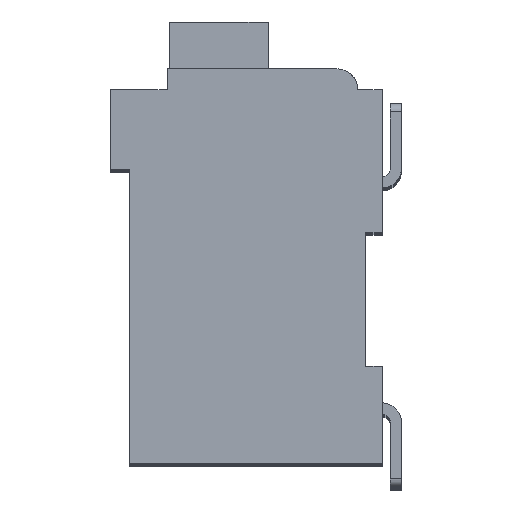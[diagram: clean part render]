
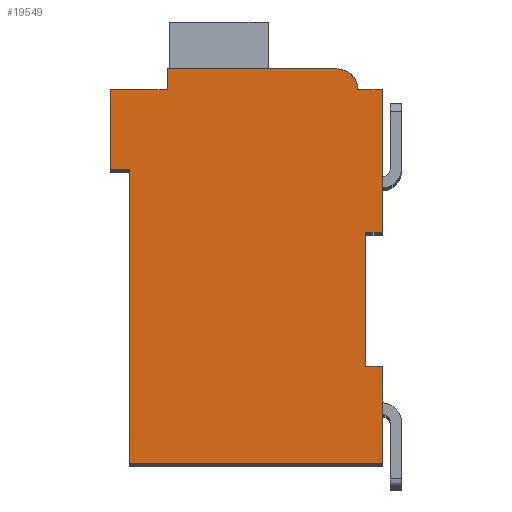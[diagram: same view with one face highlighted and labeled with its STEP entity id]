
A CAD part, top view. The second image highlights one B-rep face of the part: STEP entity #19549.
In plain terms, the highlighted planar face has unit normal (0, 0, 1).
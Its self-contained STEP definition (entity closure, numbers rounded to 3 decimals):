
#6122=DIRECTION('',(1.,0.,0.));
#6123=VECTOR('',#6122,0.5);
#6124=CARTESIAN_POINT('',(7.3,7.15,2.1));
#6125=LINE('',#6124,#6123);
#6126=DIRECTION('',(0.,1.,0.));
#6127=VECTOR('',#6126,4.15);
#6128=CARTESIAN_POINT('',(7.3,3.,2.1));
#6129=LINE('',#6128,#6127);
#6130=DIRECTION('',(-1.,0.,0.));
#6131=VECTOR('',#6130,0.5);
#6132=CARTESIAN_POINT('',(7.8,3.,2.1));
#6133=LINE('',#6132,#6131);
#6134=DIRECTION('',(0.,1.,0.));
#6135=VECTOR('',#6134,3.);
#6136=CARTESIAN_POINT('',(7.8,0.,2.1));
#6137=LINE('',#6136,#6135);
#6138=DIRECTION('',(1.,0.,0.));
#6139=VECTOR('',#6138,7.8);
#6140=CARTESIAN_POINT('',(0.,0.,2.1));
#6141=LINE('',#6140,#6139);
#6142=DIRECTION('',(0.,-1.,0.));
#6143=VECTOR('',#6142,9.1);
#6144=CARTESIAN_POINT('',(0.,9.1,2.1));
#6145=LINE('',#6144,#6143);
#6146=DIRECTION('',(1.,0.,0.));
#6147=VECTOR('',#6146,0.6);
#6148=CARTESIAN_POINT('',(-0.6,9.1,2.1));
#6149=LINE('',#6148,#6147);
#6150=DIRECTION('',(0.,-1.,0.));
#6151=VECTOR('',#6150,2.45);
#6152=CARTESIAN_POINT('',(-0.6,11.55,2.1));
#6153=LINE('',#6152,#6151);
#6154=DIRECTION('',(-1.,0.,0.));
#6155=VECTOR('',#6154,1.75);
#6156=CARTESIAN_POINT('',(1.15,11.55,2.1));
#6157=LINE('',#6156,#6155);
#6158=DIRECTION('',(0.,-1.,0.));
#6159=VECTOR('',#6158,0.65);
#6160=CARTESIAN_POINT('',(1.15,12.2,2.1));
#6161=LINE('',#6160,#6159);
#6162=DIRECTION('',(-1.,0.,0.));
#6163=VECTOR('',#6162,5.25);
#6164=CARTESIAN_POINT('',(6.4,12.2,2.1));
#6165=LINE('',#6164,#6163);
#6166=CARTESIAN_POINT('',(6.4,11.55,2.1));
#6167=DIRECTION('',(0.,0.,1.));
#6168=DIRECTION('',(1.,0.,0.));
#6169=AXIS2_PLACEMENT_3D('',#6166,#6167,#6168);
#6171=DIRECTION('',(-1.,0.,0.));
#6172=VECTOR('',#6171,0.75);
#6173=CARTESIAN_POINT('',(7.8,11.55,2.1));
#6174=LINE('',#6173,#6172);
#6175=DIRECTION('',(0.,1.,0.));
#6176=VECTOR('',#6175,4.4);
#6177=CARTESIAN_POINT('',(7.8,7.15,2.1));
#6178=LINE('',#6177,#6176);
#9609=CARTESIAN_POINT('',(7.3,7.15,2.1));
#9610=CARTESIAN_POINT('',(7.8,7.15,2.1));
#9611=VERTEX_POINT('',#9609);
#9612=VERTEX_POINT('',#9610);
#9613=CARTESIAN_POINT('',(7.8,11.55,2.1));
#9614=VERTEX_POINT('',#9613);
#9615=CARTESIAN_POINT('',(7.05,11.55,2.1));
#9616=VERTEX_POINT('',#9615);
#9617=CARTESIAN_POINT('',(6.4,12.2,2.1));
#9618=VERTEX_POINT('',#9617);
#9619=CARTESIAN_POINT('',(1.15,12.2,2.1));
#9620=VERTEX_POINT('',#9619);
#9621=CARTESIAN_POINT('',(1.15,11.55,2.1));
#9622=VERTEX_POINT('',#9621);
#9623=CARTESIAN_POINT('',(-0.6,11.55,2.1));
#9624=VERTEX_POINT('',#9623);
#9625=CARTESIAN_POINT('',(-0.6,9.1,2.1));
#9626=VERTEX_POINT('',#9625);
#9627=CARTESIAN_POINT('',(0.,9.1,2.1));
#9628=VERTEX_POINT('',#9627);
#9629=CARTESIAN_POINT('',(0.,0.,2.1));
#9630=VERTEX_POINT('',#9629);
#9631=CARTESIAN_POINT('',(7.8,0.,2.1));
#9632=VERTEX_POINT('',#9631);
#9633=CARTESIAN_POINT('',(7.8,3.,2.1));
#9634=VERTEX_POINT('',#9633);
#9635=CARTESIAN_POINT('',(7.3,3.,2.1));
#9636=VERTEX_POINT('',#9635);
#19528=CARTESIAN_POINT('',(0.,0.,2.1));
#19529=DIRECTION('',(0.,0.,1.));
#19530=DIRECTION('',(1.,0.,0.));
#19531=AXIS2_PLACEMENT_3D('',#19528,#19529,#19530);
#19532=PLANE('',#19531);
#19533=ORIENTED_EDGE('',*,*,#12630,.F.);
#19534=ORIENTED_EDGE('',*,*,#13110,.F.);
#19535=ORIENTED_EDGE('',*,*,#16356,.F.);
#19536=ORIENTED_EDGE('',*,*,#16591,.F.);
#19537=ORIENTED_EDGE('',*,*,#16870,.F.);
#19538=ORIENTED_EDGE('',*,*,#17272,.F.);
#19539=ORIENTED_EDGE('',*,*,#17408,.F.);
#19540=ORIENTED_EDGE('',*,*,#17679,.F.);
#19541=ORIENTED_EDGE('',*,*,#17997,.F.);
#19542=ORIENTED_EDGE('',*,*,#18468,.F.);
#19543=ORIENTED_EDGE('',*,*,#18832,.F.);
#19544=ORIENTED_EDGE('',*,*,#18048,.F.);
#19545=ORIENTED_EDGE('',*,*,#18329,.F.);
#19546=ORIENTED_EDGE('',*,*,#13005,.F.);
#19547=EDGE_LOOP('',(#19533,#19534,#19535,#19536,#19537,#19538,#19539,#19540,
#19541,#19542,#19543,#19544,#19545,#19546));
#19548=FACE_OUTER_BOUND('',#19547,.F.);
#6170=CIRCLE('',#6169,0.65);
#12630=EDGE_CURVE('',#9611,#9612,#6125,.T.);
#13005=EDGE_CURVE('',#9612,#9614,#6178,.T.);
#13110=EDGE_CURVE('',#9636,#9611,#6129,.T.);
#16356=EDGE_CURVE('',#9634,#9636,#6133,.T.);
#16591=EDGE_CURVE('',#9632,#9634,#6137,.T.);
#16870=EDGE_CURVE('',#9630,#9632,#6141,.T.);
#17272=EDGE_CURVE('',#9628,#9630,#6145,.T.);
#17408=EDGE_CURVE('',#9626,#9628,#6149,.T.);
#17679=EDGE_CURVE('',#9624,#9626,#6153,.T.);
#17997=EDGE_CURVE('',#9622,#9624,#6157,.T.);
#18048=EDGE_CURVE('',#9616,#9618,#6170,.T.);
#18329=EDGE_CURVE('',#9614,#9616,#6174,.T.);
#18468=EDGE_CURVE('',#9620,#9622,#6161,.T.);
#18832=EDGE_CURVE('',#9618,#9620,#6165,.T.);
#19549=ADVANCED_FACE('',(#19548),#19532,.T.);
